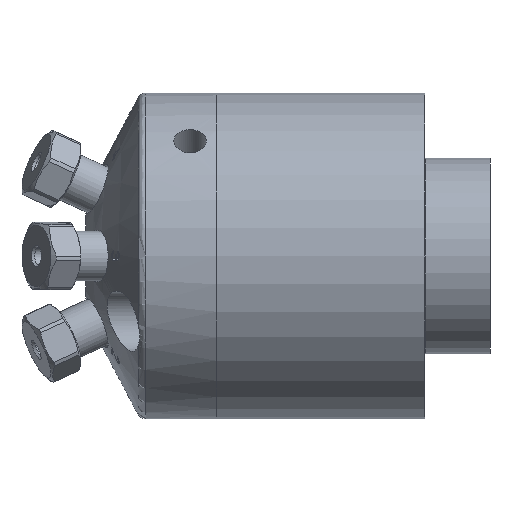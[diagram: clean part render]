
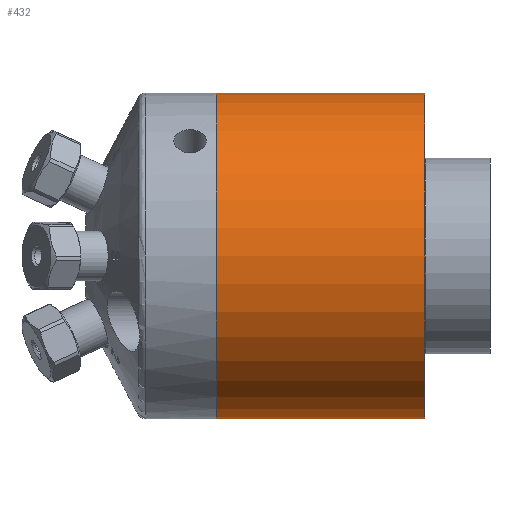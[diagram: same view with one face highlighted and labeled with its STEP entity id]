
A CAD part, front view. The second image highlights one B-rep face of the part: STEP entity #432.
In plain terms, the highlighted cylindrical face has radius 15.875 mm (diameter 31.75 mm), a full revolution.
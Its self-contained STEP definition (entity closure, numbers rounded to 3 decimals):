
#249=CARTESIAN_POINT('',(20.32,15.875,0.0));
#250=VERTEX_POINT('',#249);
#251=CARTESIAN_POINT('',(20.32,0.,0.0));
#252=DIRECTION('',(1.0,0.0,0.0));
#253=DIRECTION('',(0.0,1.0,0.0));
#254=AXIS2_PLACEMENT_3D('',#251,#252,#253);
#255=CIRCLE('',#254,15.875);
#256=EDGE_CURVE('',#250,#250,#255,.T.);
#291=CARTESIAN_POINT('',(0.0,15.875,0.0));
#292=VERTEX_POINT('',#291);
#293=CARTESIAN_POINT('',(0.,0.,0.0));
#294=DIRECTION('',(1.0,0.0,0.0));
#295=DIRECTION('',(0.0,1.0,0.0));
#296=AXIS2_PLACEMENT_3D('',#293,#294,#295);
#297=CIRCLE('',#296,15.875);
#298=EDGE_CURVE('',#292,#292,#297,.T.);
#421=CARTESIAN_POINT('',(10.16,0.,0.0));
#422=DIRECTION('',(1.0,0.,0.0));
#423=DIRECTION('',(0.0,1.0,0.0));
#424=AXIS2_PLACEMENT_3D('',#421,#422,#423);
#425=CYLINDRICAL_SURFACE('',#424,15.875);
#426=ORIENTED_EDGE('',*,*,#298,.T.);
#427=EDGE_LOOP('',(#426));
#428=FACE_OUTER_BOUND('',#427,.T.);
#429=ORIENTED_EDGE('',*,*,#256,.F.);
#430=EDGE_LOOP('',(#429));
#431=FACE_BOUND('',#430,.T.);
#432=ADVANCED_FACE('',(#428,#431),#425,.T.);
